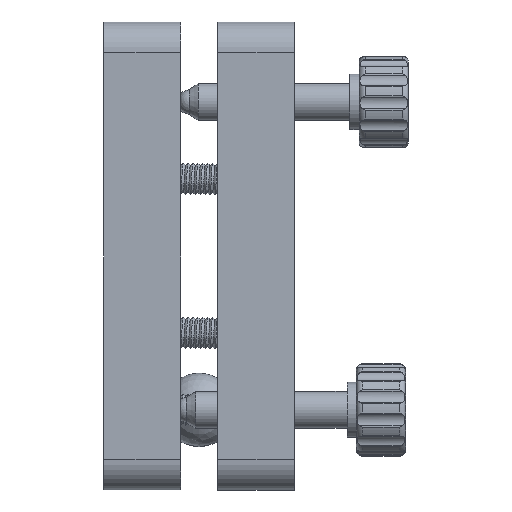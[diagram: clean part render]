
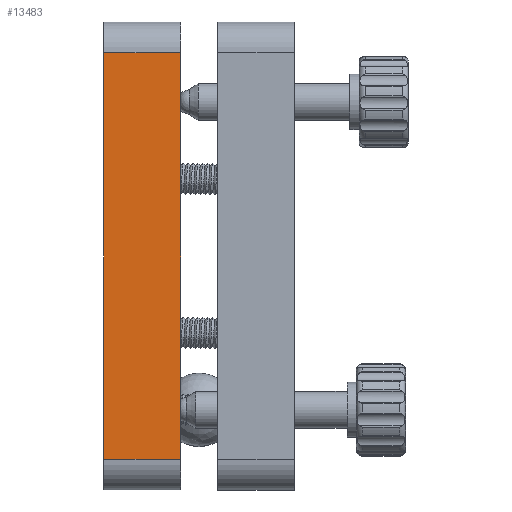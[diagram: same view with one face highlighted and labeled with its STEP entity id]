
A CAD part, left-side view. The second image highlights one B-rep face of the part: STEP entity #13483.
In plain terms, the highlighted planar face has unit normal (-1, 0, 0).
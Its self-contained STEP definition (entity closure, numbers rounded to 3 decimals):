
#614 = CARTESIAN_POINT ( 'NONE',  ( -63.5, 6., -33. ) ) ;
#2224 = VERTEX_POINT ( 'NONE', #614 ) ;
#2261 = EDGE_CURVE ( 'NONE', #11220, #6158, #5758, .T. ) ;
#3523 = ORIENTED_EDGE ( 'NONE', *, *, #5411, .T. ) ;
#4648 = FACE_OUTER_BOUND ( 'NONE', #13986, .T. ) ;
#5002 = LINE ( 'NONE', #14326, #6204 ) ;
#5411 = EDGE_CURVE ( 'NONE', #6158, #2224, #21307, .T. ) ;
#5758 = LINE ( 'NONE', #9946, #21243 ) ;
#5781 = CARTESIAN_POINT ( 'NONE',  ( -63.5, 6., 33. ) ) ;
#6142 = CARTESIAN_POINT ( 'NONE',  ( -63.5, 18.5, -33. ) ) ;
#6158 = VERTEX_POINT ( 'NONE', #6142 ) ;
#6204 = VECTOR ( 'NONE', #12025, 1000. ) ;
#6899 = ORIENTED_EDGE ( 'NONE', *, *, #2261, .T. ) ;
#7558 = CARTESIAN_POINT ( 'NONE',  ( -63.5, 18.5, -33. ) ) ;
#9088 = DIRECTION ( 'NONE',  ( -1., 0., 0. ) ) ;
#9946 = CARTESIAN_POINT ( 'NONE',  ( -63.5, 18.5, 33. ) ) ;
#10206 = AXIS2_PLACEMENT_3D ( 'NONE', #11224, #9088, #25741 ) ;
#11220 = VERTEX_POINT ( 'NONE', #20199 ) ;
#11224 = CARTESIAN_POINT ( 'NONE',  ( -63.5, 18.5, 33. ) ) ;
#11507 = LINE ( 'NONE', #16256, #24115 ) ;
#12025 = DIRECTION ( 'NONE',  ( 0., -1., 0. ) ) ;
#12759 = VECTOR ( 'NONE', #28509, 1000. ) ;
#13483 = ADVANCED_FACE ( 'NONE', ( #4648 ), #16416, .T. ) ;
#13986 = EDGE_LOOP ( 'NONE', ( #29173, #21990, #6899, #3523 ) ) ;
#14326 = CARTESIAN_POINT ( 'NONE',  ( -63.5, 18.5, 33. ) ) ;
#16088 = EDGE_CURVE ( 'NONE', #29640, #2224, #11507, .T. ) ;
#16256 = CARTESIAN_POINT ( 'NONE',  ( -63.5, 6., 33. ) ) ;
#16416 = PLANE ( 'NONE',  #10206 ) ;
#18917 = EDGE_CURVE ( 'NONE', #11220, #29640, #5002, .T. ) ;
#19270 = DIRECTION ( 'NONE',  ( 0., 0., -1. ) ) ;
#20199 = CARTESIAN_POINT ( 'NONE',  ( -63.5, 18.5, 33. ) ) ;
#21243 = VECTOR ( 'NONE', #19270, 1000. ) ;
#21307 = LINE ( 'NONE', #7558, #12759 ) ;
#21990 = ORIENTED_EDGE ( 'NONE', *, *, #18917, .F. ) ;
#24115 = VECTOR ( 'NONE', #27732, 1000. ) ;
#25741 = DIRECTION ( 'NONE',  ( 0., 0., -1. ) ) ;
#27732 = DIRECTION ( 'NONE',  ( 0., 0., -1. ) ) ;
#28509 = DIRECTION ( 'NONE',  ( 0., -1., 0. ) ) ;
#29173 = ORIENTED_EDGE ( 'NONE', *, *, #16088, .F. ) ;
#29640 = VERTEX_POINT ( 'NONE', #5781 ) ;
